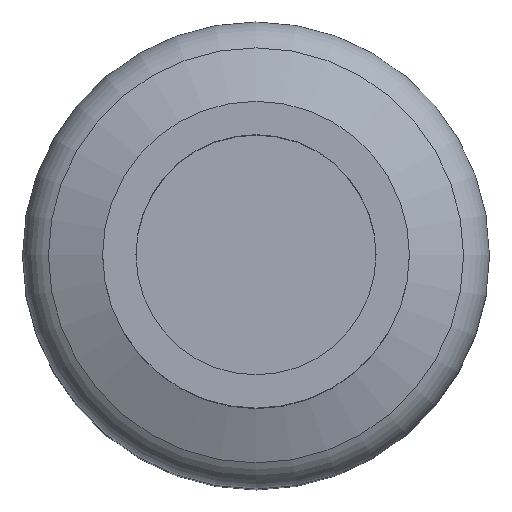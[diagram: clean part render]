
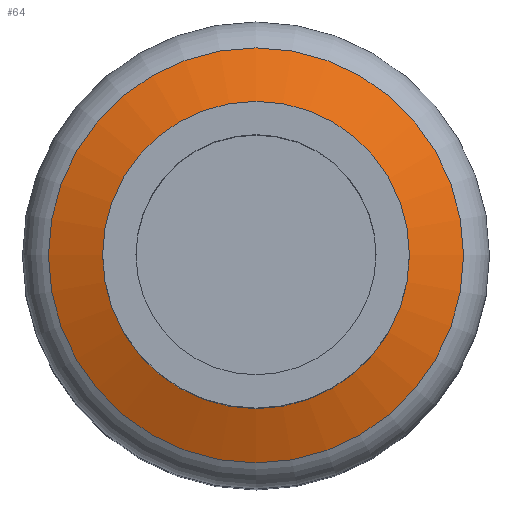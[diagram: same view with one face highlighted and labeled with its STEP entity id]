
A CAD part, top view. The second image highlights one B-rep face of the part: STEP entity #64.
In plain terms, the highlighted spherical face has radius 35 mm.
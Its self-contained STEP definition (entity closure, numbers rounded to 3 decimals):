
#64 = ADVANCED_FACE( '', ( #133, #134 ), #135, .T. );
#133 = FACE_OUTER_BOUND( '', #194, .T. );
#134 = FACE_OUTER_BOUND( '', #195, .T. );
#135 = SPHERICAL_SURFACE( '', #196, 35. );
#194 = EDGE_LOOP( '', ( #275 ) );
#195 = EDGE_LOOP( '', ( #276 ) );
#196 = AXIS2_PLACEMENT_3D( '', #277, #278, #279 );
#275 = ORIENTED_EDGE( '', *, *, #295, .T. );
#276 = ORIENTED_EDGE( '', *, *, #298, .T. );
#277 = CARTESIAN_POINT( '', ( 0., 0., -20.928 ) );
#278 = DIRECTION( '', ( 0., 0., 1. ) );
#279 = DIRECTION( '', ( -1., 0., 0. ) );
#295 = EDGE_CURVE( '', #330, #330, #331, .F. );
#298 = EDGE_CURVE( '', #335, #335, #336, .T. );
#330 = VERTEX_POINT( '', #370 );
#331 = CIRCLE( '', #371, 15.556 );
#335 = VERTEX_POINT( '', #375 );
#336 = CIRCLE( '', #376, 10. );
#370 = CARTESIAN_POINT( '', ( -15.556, 0., 10.425 ) );
#371 = AXIS2_PLACEMENT_3D( '', #411, #412, #413 );
#375 = CARTESIAN_POINT( '', ( -10., 0., 12.613 ) );
#376 = AXIS2_PLACEMENT_3D( '', #417, #418, #419 );
#411 = CARTESIAN_POINT( '', ( 0., 0., 10.425 ) );
#412 = DIRECTION( '', ( 0., 0., -1. ) );
#413 = DIRECTION( '', ( -1., 0., 0. ) );
#417 = CARTESIAN_POINT( '', ( 0., 0., 12.613 ) );
#418 = DIRECTION( '', ( 0., 0., -1. ) );
#419 = DIRECTION( '', ( -1., 0., 0. ) );
